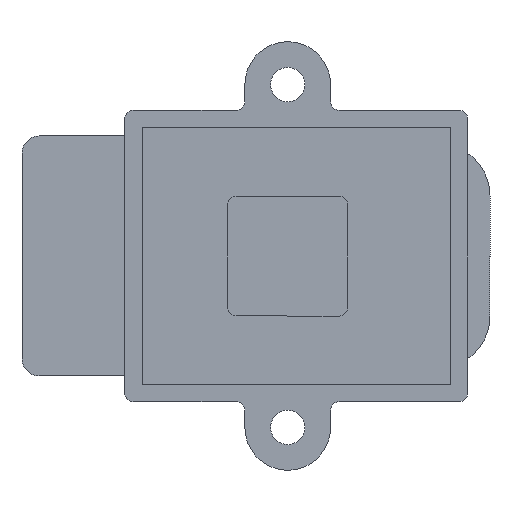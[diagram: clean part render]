
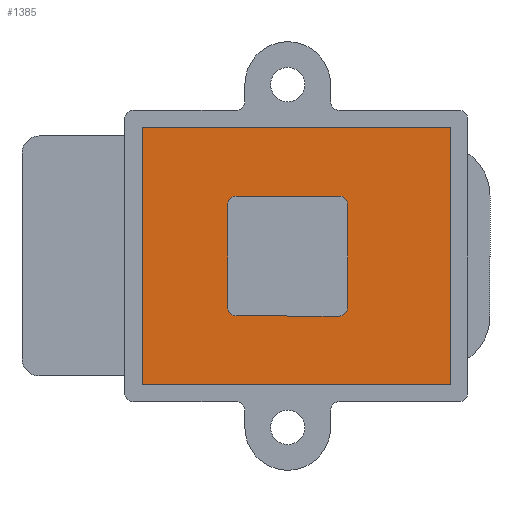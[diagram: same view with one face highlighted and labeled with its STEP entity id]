
A CAD part, front view. The second image highlights one B-rep face of the part: STEP entity #1385.
In plain terms, the highlighted planar face has unit normal (0, -1, 0).
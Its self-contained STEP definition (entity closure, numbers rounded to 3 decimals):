
#19 = CIRCLE ( 'NONE', #495, 0.5 ) ;
#41 = AXIS2_PLACEMENT_3D ( 'NONE', #157, #343, #152 ) ;
#44 = VERTEX_POINT ( 'NONE', #1440 ) ;
#64 = VERTEX_POINT ( 'NONE', #2092 ) ;
#89 = DIRECTION ( 'NONE',  ( 0., 0., -1. ) ) ;
#98 = EDGE_CURVE ( 'NONE', #64, #1250, #1512, .T. ) ;
#123 = CIRCLE ( 'NONE', #1975, 0.5 ) ;
#126 = ORIENTED_EDGE ( 'NONE', *, *, #503, .T. ) ;
#133 = EDGE_CURVE ( 'NONE', #167, #380, #123, .T. ) ;
#144 = FACE_OUTER_BOUND ( 'NONE', #415, .T. ) ;
#151 = CARTESIAN_POINT ( 'NONE',  ( -3., 1., -3.5 ) ) ;
#152 = DIRECTION ( 'NONE',  ( 0., 0., -1. ) ) ;
#157 = CARTESIAN_POINT ( 'NONE',  ( 3., 1., 3. ) ) ;
#167 = VERTEX_POINT ( 'NONE', #2058 ) ;
#169 = CARTESIAN_POINT ( 'NONE',  ( 3., 1., 3.5 ) ) ;
#201 = LINE ( 'NONE', #1054, #1710 ) ;
#274 = CARTESIAN_POINT ( 'NONE',  ( -7.5, 1., -9.5 ) ) ;
#343 = DIRECTION ( 'NONE',  ( 0., 1., 0. ) ) ;
#350 = ORIENTED_EDGE ( 'NONE', *, *, #918, .T. ) ;
#380 = VERTEX_POINT ( 'NONE', #859 ) ;
#386 = CARTESIAN_POINT ( 'NONE',  ( 7.5, 1., -9.5 ) ) ;
#415 = EDGE_LOOP ( 'NONE', ( #1801, #895, #586, #2332 ) ) ;
#489 = CARTESIAN_POINT ( 'NONE',  ( -3., 1., 3.5 ) ) ;
#495 = AXIS2_PLACEMENT_3D ( 'NONE', #2172, #646, #2201 ) ;
#503 = EDGE_CURVE ( 'NONE', #1386, #44, #201, .T. ) ;
#553 = VECTOR ( 'NONE', #629, 1000. ) ;
#555 = DIRECTION ( 'NONE',  ( -1., 0., 0. ) ) ;
#586 = ORIENTED_EDGE ( 'NONE', *, *, #2352, .T. ) ;
#597 = FACE_BOUND ( 'NONE', #2367, .T. ) ;
#601 = LINE ( 'NONE', #386, #1759 ) ;
#629 = DIRECTION ( 'NONE',  ( -1., 0., 0. ) ) ;
#646 = DIRECTION ( 'NONE',  ( 0., 1., 0. ) ) ;
#653 = EDGE_CURVE ( 'NONE', #380, #2431, #1438, .T. ) ;
#676 = VECTOR ( 'NONE', #1538, 1000. ) ;
#709 = PLANE ( 'NONE',  #1743 ) ;
#722 = VECTOR ( 'NONE', #1994, 1000. ) ;
#767 = VERTEX_POINT ( 'NONE', #274 ) ;
#859 = CARTESIAN_POINT ( 'NONE',  ( 3., 1., -3.5 ) ) ;
#877 = LINE ( 'NONE', #1009, #553 ) ;
#890 = LINE ( 'NONE', #1522, #676 ) ;
#895 = ORIENTED_EDGE ( 'NONE', *, *, #1846, .T. ) ;
#918 = EDGE_CURVE ( 'NONE', #2335, #167, #1012, .T. ) ;
#984 = DIRECTION ( 'NONE',  ( 0., 0., -1. ) ) ;
#1009 = CARTESIAN_POINT ( 'NONE',  ( 7.5, 1., 8.5 ) ) ;
#1012 = LINE ( 'NONE', #2156, #2488 ) ;
#1013 = ORIENTED_EDGE ( 'NONE', *, *, #1548, .T. ) ;
#1037 = VECTOR ( 'NONE', #555, 1000. ) ;
#1054 = CARTESIAN_POINT ( 'NONE',  ( -3.5, 1., -3. ) ) ;
#1077 = ORIENTED_EDGE ( 'NONE', *, *, #653, .T. ) ;
#1087 = DIRECTION ( 'NONE',  ( 0., 1., 0. ) ) ;
#1101 = CARTESIAN_POINT ( 'NONE',  ( -3.5, 1., -3. ) ) ;
#1119 = CIRCLE ( 'NONE', #41, 0.5 ) ;
#1166 = CIRCLE ( 'NONE', #2145, 0.5 ) ;
#1190 = EDGE_CURVE ( 'NONE', #1576, #2527, #890, .T. ) ;
#1250 = VERTEX_POINT ( 'NONE', #169 ) ;
#1292 = DIRECTION ( 'NONE',  ( 0., 0., -1. ) ) ;
#1303 = ORIENTED_EDGE ( 'NONE', *, *, #98, .T. ) ;
#1385 = ADVANCED_FACE ( 'NONE', ( #144, #597 ), #709, .T. ) ;
#1386 = VERTEX_POINT ( 'NONE', #1101 ) ;
#1415 = VERTEX_POINT ( 'NONE', #1996 ) ;
#1438 = LINE ( 'NONE', #151, #1037 ) ;
#1440 = CARTESIAN_POINT ( 'NONE',  ( -3.5, 1., 3. ) ) ;
#1475 = DIRECTION ( 'NONE',  ( 0., 0., -1. ) ) ;
#1512 = LINE ( 'NONE', #489, #1683 ) ;
#1520 = LINE ( 'NONE', #2363, #722 ) ;
#1522 = CARTESIAN_POINT ( 'NONE',  ( 7.5, 1., -9.5 ) ) ;
#1538 = DIRECTION ( 'NONE',  ( 0., 0., 1. ) ) ;
#1548 = EDGE_CURVE ( 'NONE', #1250, #2335, #1119, .T. ) ;
#1558 = ORIENTED_EDGE ( 'NONE', *, *, #133, .T. ) ;
#1576 = VERTEX_POINT ( 'NONE', #1709 ) ;
#1683 = VECTOR ( 'NONE', #1843, 1000. ) ;
#1709 = CARTESIAN_POINT ( 'NONE',  ( 7.5, 1., -9.5 ) ) ;
#1710 = VECTOR ( 'NONE', #2275, 1000. ) ;
#1736 = EDGE_CURVE ( 'NONE', #767, #1576, #601, .T. ) ;
#1743 = AXIS2_PLACEMENT_3D ( 'NONE', #2476, #2483, #89 ) ;
#1759 = VECTOR ( 'NONE', #2347, 1000. ) ;
#1801 = ORIENTED_EDGE ( 'NONE', *, *, #1190, .T. ) ;
#1843 = DIRECTION ( 'NONE',  ( 1., 0., 0. ) ) ;
#1846 = EDGE_CURVE ( 'NONE', #2527, #1415, #877, .T. ) ;
#1930 = EDGE_CURVE ( 'NONE', #44, #64, #19, .T. ) ;
#1975 = AXIS2_PLACEMENT_3D ( 'NONE', #2004, #2441, #1475 ) ;
#1994 = DIRECTION ( 'NONE',  ( 0., 0., -1. ) ) ;
#1996 = CARTESIAN_POINT ( 'NONE',  ( -7.5, 1., 8.5 ) ) ;
#2004 = CARTESIAN_POINT ( 'NONE',  ( 3., 1., -3. ) ) ;
#2016 = CARTESIAN_POINT ( 'NONE',  ( -3., 1., -3.5 ) ) ;
#2058 = CARTESIAN_POINT ( 'NONE',  ( 3.5, 1., -3. ) ) ;
#2092 = CARTESIAN_POINT ( 'NONE',  ( -3., 1., 3.5 ) ) ;
#2144 = ORIENTED_EDGE ( 'NONE', *, *, #2277, .T. ) ;
#2145 = AXIS2_PLACEMENT_3D ( 'NONE', #2273, #1087, #1292 ) ;
#2156 = CARTESIAN_POINT ( 'NONE',  ( 3.5, 1., -3. ) ) ;
#2163 = CARTESIAN_POINT ( 'NONE',  ( 3.5, 1., 3. ) ) ;
#2172 = CARTESIAN_POINT ( 'NONE',  ( -3., 1., 3. ) ) ;
#2201 = DIRECTION ( 'NONE',  ( 0., 0., -1. ) ) ;
#2237 = CARTESIAN_POINT ( 'NONE',  ( 7.5, 1., 8.5 ) ) ;
#2273 = CARTESIAN_POINT ( 'NONE',  ( -3., 1., -3. ) ) ;
#2275 = DIRECTION ( 'NONE',  ( 0., 0., 1. ) ) ;
#2277 = EDGE_CURVE ( 'NONE', #2431, #1386, #1166, .T. ) ;
#2332 = ORIENTED_EDGE ( 'NONE', *, *, #1736, .T. ) ;
#2335 = VERTEX_POINT ( 'NONE', #2163 ) ;
#2347 = DIRECTION ( 'NONE',  ( 1., 0., 0. ) ) ;
#2352 = EDGE_CURVE ( 'NONE', #1415, #767, #1520, .T. ) ;
#2363 = CARTESIAN_POINT ( 'NONE',  ( -7.5, 1., -9.5 ) ) ;
#2367 = EDGE_LOOP ( 'NONE', ( #2402, #1303, #1013, #350, #1558, #1077, #2144, #126 ) ) ;
#2402 = ORIENTED_EDGE ( 'NONE', *, *, #1930, .T. ) ;
#2431 = VERTEX_POINT ( 'NONE', #2016 ) ;
#2441 = DIRECTION ( 'NONE',  ( 0., 1., 0. ) ) ;
#2476 = CARTESIAN_POINT ( 'NONE',  ( 0., 1., 0. ) ) ;
#2483 = DIRECTION ( 'NONE',  ( 0., -1., 0. ) ) ;
#2488 = VECTOR ( 'NONE', #984, 1000. ) ;
#2527 = VERTEX_POINT ( 'NONE', #2237 ) ;
